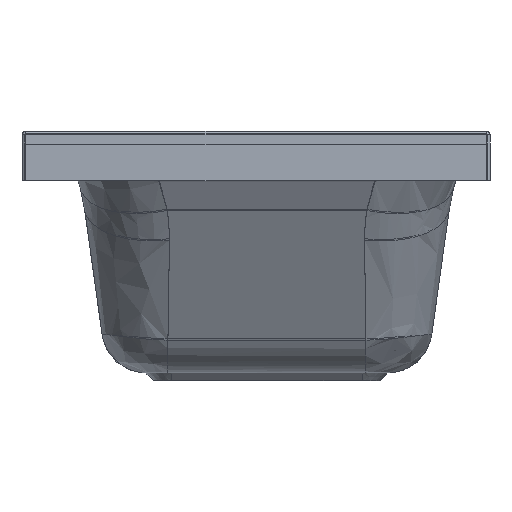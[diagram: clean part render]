
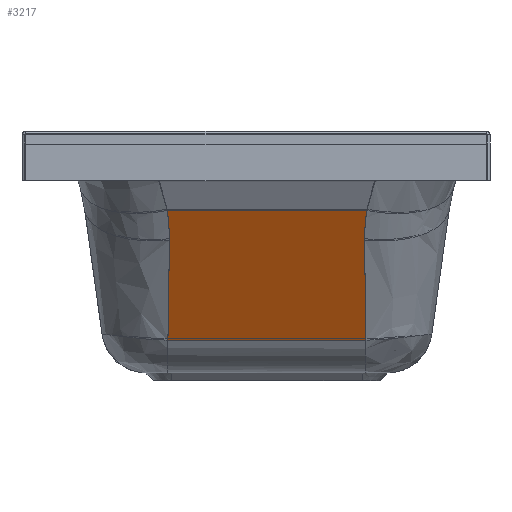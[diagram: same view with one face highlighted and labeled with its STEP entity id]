
A CAD part, front view. The second image highlights one B-rep face of the part: STEP entity #3217.
In plain terms, the highlighted face is planar.
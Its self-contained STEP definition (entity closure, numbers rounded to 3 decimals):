
#2686=CARTESIAN_POINT('',(-816.485,171.017,327.53));
#2687=VERTEX_POINT('',#2686);
#2816=CARTESIAN_POINT('',(-784.191,166.55,270.693));
#2817=VERTEX_POINT('',#2816);
#2843=CARTESIAN_POINT('',(-797.093,625.909,293.4));
#2844=DIRECTION('',(-0.869,0.,-0.494));
#2845=DIRECTION('',(0.483,-0.206,-0.851));
#2846=AXIS2_PLACEMENT_3D('',#2843,#2844,#2845);
#2847=ELLIPSE('',#2846,538.375,455.638);
#2848=EDGE_CURVE('',#2817,#2687,#2847,.T.);
#2859=CARTESIAN_POINT('',(-816.485,-213.017,327.53));
#2860=VERTEX_POINT('',#2859);
#2861=CARTESIAN_POINT('',(-816.485,-213.017,327.53));
#2862=DIRECTION('',(0.0,1.0,0.0));
#2863=VECTOR('',#2862,384.033);
#2864=LINE('',#2861,#2863);
#2865=EDGE_CURVE('',#2860,#2687,#2864,.T.);
#3156=CARTESIAN_POINT('',(-674.847,169.498,78.249));
#3157=VERTEX_POINT('',#3156);
#3165=CARTESIAN_POINT('',(-674.847,169.498,78.249));
#3166=CARTESIAN_POINT('',(-711.362,168.514,142.516));
#3167=CARTESIAN_POINT('',(-747.786,167.531,206.622));
#3168=CARTESIAN_POINT('',(-784.191,166.55,270.693));
#3169=B_SPLINE_CURVE_WITH_KNOTS('',3,(#3165,#3166,#3167,#3168),.UNSPECIFIED.,.F.,.U.,(4,4),(314.414,696.658),.UNSPECIFIED.);
#3170=EDGE_CURVE('',#3157,#2817,#3169,.T.);
#3183=CARTESIAN_POINT('',(-640.347,-21.0,17.53));
#3184=DIRECTION('',(-0.869,0.0,-0.494));
#3185=DIRECTION('',(-0.494,0.0,0.869));
#3186=AXIS2_PLACEMENT_3D('',#3183,#3184,#3185);
#3187=PLANE('',#3186);
#3188=CARTESIAN_POINT('',(-674.847,-211.498,78.249));
#3189=VERTEX_POINT('',#3188);
#3190=CARTESIAN_POINT('',(-674.847,-211.498,78.249));
#3191=DIRECTION('',(0.0,1.0,0.0));
#3192=VECTOR('',#3191,380.996);
#3193=LINE('',#3190,#3192);
#3194=EDGE_CURVE('',#3189,#3157,#3193,.T.);
#3195=ORIENTED_EDGE('',*,*,#3194,.F.);
#3196=CARTESIAN_POINT('',(-784.191,-208.55,270.693));
#3197=VERTEX_POINT('',#3196);
#3198=CARTESIAN_POINT('',(-784.191,-208.55,270.693));
#3199=CARTESIAN_POINT('',(-747.782,-209.532,206.614));
#3200=CARTESIAN_POINT('',(-711.368,-210.514,142.526));
#3201=CARTESIAN_POINT('',(-674.847,-211.498,78.249));
#3202=B_SPLINE_CURVE_WITH_KNOTS('',3,(#3198,#3199,#3200,#3201),.UNSPECIFIED.,.F.,.U.,(4,4),(662.028,1044.369),.UNSPECIFIED.);
#3203=EDGE_CURVE('',#3197,#3189,#3202,.T.);
#3204=ORIENTED_EDGE('',*,*,#3203,.F.);
#3205=CARTESIAN_POINT('',(-797.471,-616.642,294.066));
#3206=DIRECTION('',(-0.869,0.,-0.494));
#3207=DIRECTION('',(0.487,0.164,-0.858));
#3208=AXIS2_PLACEMENT_3D('',#3205,#3206,#3207);
#3209=ELLIPSE('',#3208,506.817,405.1);
#3210=EDGE_CURVE('',#2860,#3197,#3209,.T.);
#3211=ORIENTED_EDGE('',*,*,#3210,.F.);
#3212=ORIENTED_EDGE('',*,*,#2865,.T.);
#3213=ORIENTED_EDGE('',*,*,#2848,.F.);
#3214=ORIENTED_EDGE('',*,*,#3170,.F.);
#3215=EDGE_LOOP('',(#3195,#3204,#3211,#3212,#3213,#3214));
#3216=FACE_OUTER_BOUND('',#3215,.T.);
#3217=ADVANCED_FACE('',(#3216),#3187,.T.);
